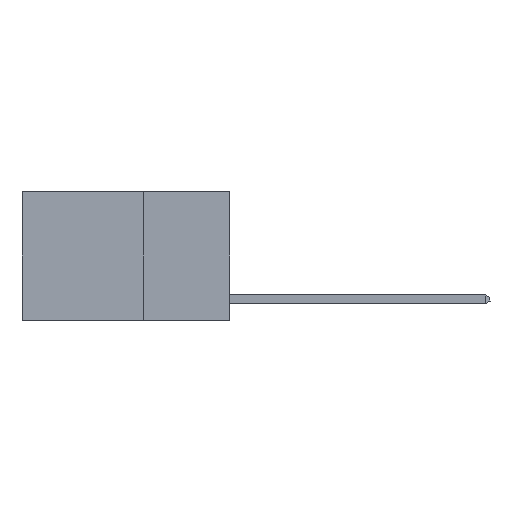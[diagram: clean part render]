
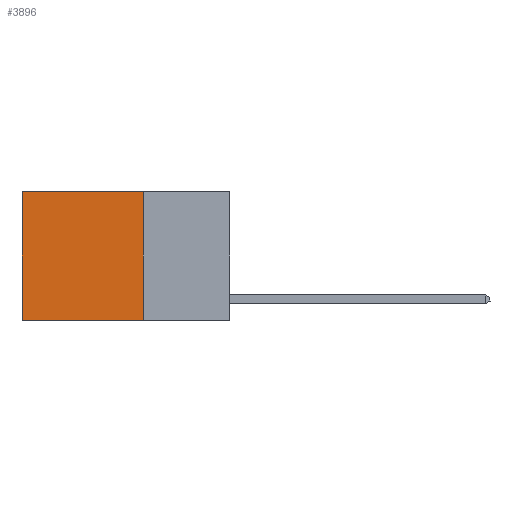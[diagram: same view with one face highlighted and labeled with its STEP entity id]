
A CAD part, left-side view. The second image highlights one B-rep face of the part: STEP entity #3896.
In plain terms, the highlighted planar face has unit normal (-1, 0, 0).
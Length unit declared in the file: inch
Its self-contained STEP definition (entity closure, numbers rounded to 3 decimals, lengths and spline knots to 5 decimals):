
#822 = AXIS2_PLACEMENT_3D ( 'NONE', #12443, #14854, #7641 ) ;
#1034 = FACE_OUTER_BOUND ( 'NONE', #15567, .T. ) ;
#1354 = EDGE_CURVE ( 'NONE', #10106, #7215, #8769, .T. ) ;
#2091 = DIRECTION ( 'NONE',  ( 0., 1., 0. ) ) ;
#2701 = VECTOR ( 'NONE', #7271, 39.37008 ) ;
#2770 = VECTOR ( 'NONE', #2091, 39.37008 ) ;
#3403 = CARTESIAN_POINT ( 'NONE',  ( 0.2625, 0.6, -0.37 ) ) ;
#3896 = ADVANCED_FACE ( 'NONE', ( #1034 ), #11254, .F. ) ;
#3901 = ORIENTED_EDGE ( 'NONE', *, *, #11045, .T. ) ;
#4090 = ORIENTED_EDGE ( 'NONE', *, *, #11352, .T. ) ;
#5065 = VECTOR ( 'NONE', #12057, 39.37008 ) ;
#5450 = CARTESIAN_POINT ( 'NONE',  ( 0.2625, 0.6, 0. ) ) ;
#5982 = LINE ( 'NONE', #11770, #2770 ) ;
#6054 = CARTESIAN_POINT ( 'NONE',  ( 0.2625, 0.25, 0. ) ) ;
#6313 = DIRECTION ( 'NONE',  ( 0., 0., -1. ) ) ;
#6395 = CARTESIAN_POINT ( 'NONE',  ( 0.2625, 0.25, 0. ) ) ;
#6646 = ORIENTED_EDGE ( 'NONE', *, *, #1354, .F. ) ;
#7197 = ORIENTED_EDGE ( 'NONE', *, *, #15413, .F. ) ;
#7215 = VERTEX_POINT ( 'NONE', #10081 ) ;
#7271 = DIRECTION ( 'NONE',  ( 0., 0., -1. ) ) ;
#7641 = DIRECTION ( 'NONE',  ( 0., 0., -1. ) ) ;
#8652 = LINE ( 'NONE', #13274, #5065 ) ;
#8769 = LINE ( 'NONE', #6054, #2701 ) ;
#9961 = VECTOR ( 'NONE', #6313, 39.37008 ) ;
#10081 = CARTESIAN_POINT ( 'NONE',  ( 0.2625, 0.25, -0.37 ) ) ;
#10106 = VERTEX_POINT ( 'NONE', #6395 ) ;
#10257 = VERTEX_POINT ( 'NONE', #5450 ) ;
#11045 = EDGE_CURVE ( 'NONE', #10106, #10257, #5982, .T. ) ;
#11254 = PLANE ( 'NONE',  #822 ) ;
#11352 = EDGE_CURVE ( 'NONE', #10257, #15214, #13149, .T. ) ;
#11770 = CARTESIAN_POINT ( 'NONE',  ( 0.2625, 0.25, 0. ) ) ;
#12057 = DIRECTION ( 'NONE',  ( 0., 1., 0. ) ) ;
#12443 = CARTESIAN_POINT ( 'NONE',  ( 0.2625, 0.25, 0. ) ) ;
#13149 = LINE ( 'NONE', #13568, #9961 ) ;
#13274 = CARTESIAN_POINT ( 'NONE',  ( 0.2625, 0.25, -0.37 ) ) ;
#13568 = CARTESIAN_POINT ( 'NONE',  ( 0.2625, 0.6, 0. ) ) ;
#14854 = DIRECTION ( 'NONE',  ( 1., 0., 0. ) ) ;
#15214 = VERTEX_POINT ( 'NONE', #3403 ) ;
#15413 = EDGE_CURVE ( 'NONE', #7215, #15214, #8652, .T. ) ;
#15567 = EDGE_LOOP ( 'NONE', ( #4090, #7197, #6646, #3901 ) ) ;
